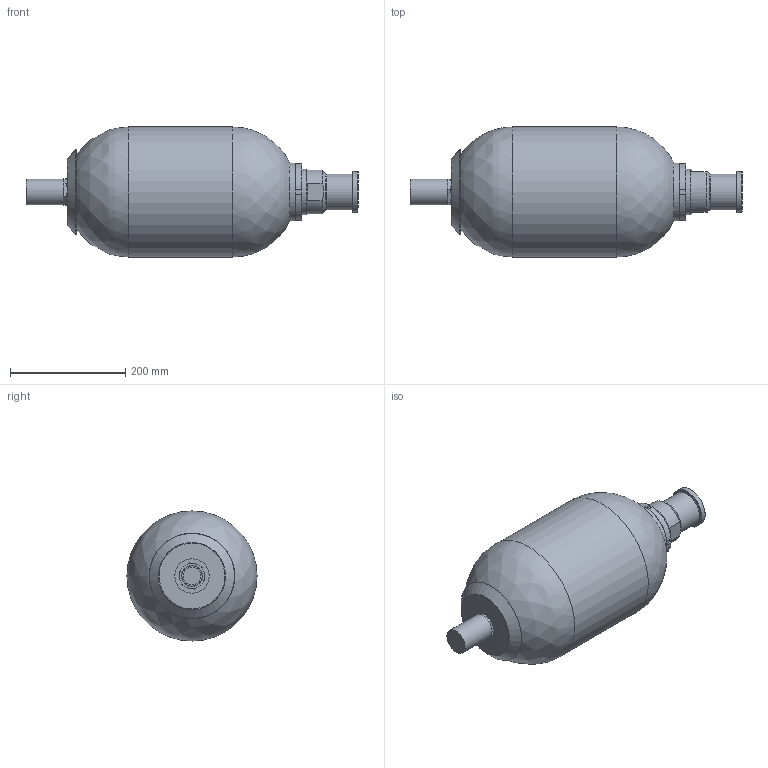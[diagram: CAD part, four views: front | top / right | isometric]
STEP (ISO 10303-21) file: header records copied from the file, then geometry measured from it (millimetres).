
FILE_DESCRIPTION(/* description */ ('Unknown'),/* implementation_level */ '2;1');
FILE_NAME(/* name */ 'EHVF 10-3000-15',/* time_stamp */ '2018-08-20T08:37:19+02:00',/* author */ ('Unknown'),/* organization */ ('Unknown'),/* preprocessor_version */ 'ST-DEVELOPER v16.7',/* originating_system */ 'DEX',/* authorisation */ $);
FILE_SCHEMA (('AUTOMOTIVE_DESIGN {1 0 10303 214 3 1 1}'));
Length unit declared in the file: millimetre
Products named in the file (12): EHV_20_480_90; CA106386-00190; PF091202-05200; BP090944-00200; BP090944-00200 BOUCHON DE PROTECTION; BP090944-00200 BOUCHON PLASTIQUE; EC090943-01200; 110389; 110388; 110387; 105544; 100990
Assembly tree (11 placements, depth 4):
  EHV_20_480_90
    CA106386-00190
    PF091202-05200
    BP090944-00200
      BP090944-00200 BOUCHON DE PROTECTION
      BP090944-00200 BOUCHON PLASTIQUE
    EC090943-01200
    110389
      110388
        110387
      105544
      100990
Bounding box: 577 x 226.2 x 226.2 mm (x, y, z)
Volume: 3806565.4 mm3; surface area: 688516.3 mm2
Topology: 8 solids, 8 shells, 147 faces, 323 edges, 208 vertices
Faces by surface type: plane 54, cylinder 45, cone 29, torus 14, bspline 3, sphere 2
Full cylindrical faces by diameter (mm): 12 x1, 13 x8, 18 x1, 20 x1, 20.68 x1, 22.52 x1, 31 x1, 34.5 x1, 36 x1, 36.5 x2, 38 x1, 45 x1, 47 x1, 54 x2, 55 x1, 62 x1, 63.4 x1, 71.4 x1, 75.835 x1, 76 x2, 79 x1, 80 x2, 88.4 x1, 88.8 x1, 88.95 x1, 100.7 x1, 202.4 x1, 226.2 x1
Entity records: 4058 total; most frequent: CARTESIAN_POINT 793, DIRECTION 646, ORIENTED_EDGE 426, AXIS2_PLACEMENT_3D 293, EDGE_LOOP 274, FACE_BOUND 274, EDGE_CURVE 213, VERTEX_POINT 179
